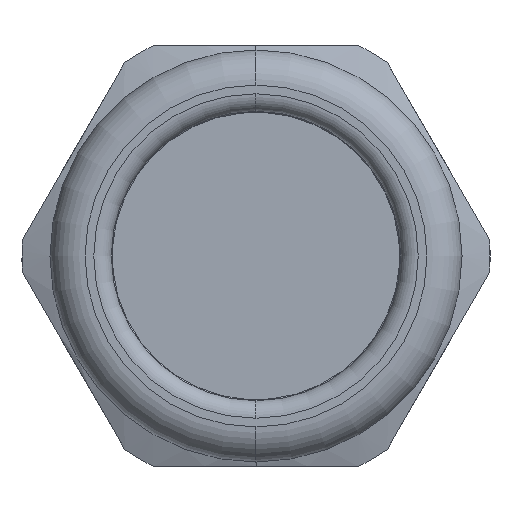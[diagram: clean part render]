
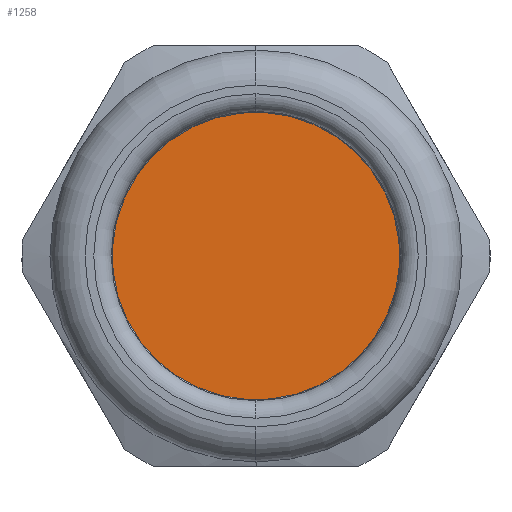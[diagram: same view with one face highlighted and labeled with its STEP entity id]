
A CAD part, left-side view. The second image highlights one B-rep face of the part: STEP entity #1258.
In plain terms, the highlighted planar face has unit normal (-1, 0, 0).
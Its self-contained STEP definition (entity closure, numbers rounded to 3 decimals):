
#139 = DIRECTION ( 'NONE',  ( -1., 0., 0. ) ) ;
#196 = EDGE_CURVE ( 'NONE', #7958, #1512, #6638, .T. ) ;
#1041 = ORIENTED_EDGE ( 'NONE', *, *, #196, .T. ) ;
#1109 = DIRECTION ( 'NONE',  ( 0., 0., -1. ) ) ;
#1258 = ADVANCED_FACE ( 'NONE', ( #8576 ), #4384, .F. ) ;
#1506 = CARTESIAN_POINT ( 'NONE',  ( -12.553, 0., -10.25 ) ) ;
#1512 = VERTEX_POINT ( 'NONE', #1506 ) ;
#1987 = DIRECTION ( 'NONE',  ( 0., 0., 1. ) ) ;
#2521 = DIRECTION ( 'NONE',  ( 1., 0., 0. ) ) ;
#2879 = CIRCLE ( 'NONE', #7838, 10.25 ) ;
#2901 = CARTESIAN_POINT ( 'NONE',  ( -12.553, 0., 0. ) ) ;
#3953 = AXIS2_PLACEMENT_3D ( 'NONE', #2901, #139, #6970 ) ;
#3994 = AXIS2_PLACEMENT_3D ( 'NONE', #8400, #2521, #1109 ) ;
#4384 = PLANE ( 'NONE',  #3994 ) ;
#4729 = CARTESIAN_POINT ( 'NONE',  ( -12.553, 0., 0. ) ) ;
#6284 = EDGE_CURVE ( 'NONE', #1512, #7958, #2879, .T. ) ;
#6638 = CIRCLE ( 'NONE', #3953, 10.25 ) ;
#6970 = DIRECTION ( 'NONE',  ( 0., 0., 1. ) ) ;
#6993 = ORIENTED_EDGE ( 'NONE', *, *, #6284, .T. ) ;
#7435 = DIRECTION ( 'NONE',  ( -1., 0., 0. ) ) ;
#7596 = EDGE_LOOP ( 'NONE', ( #1041, #6993 ) ) ;
#7838 = AXIS2_PLACEMENT_3D ( 'NONE', #4729, #7435, #1987 ) ;
#7958 = VERTEX_POINT ( 'NONE', #8718 ) ;
#8400 = CARTESIAN_POINT ( 'NONE',  ( -12.553, 10.25, 0. ) ) ;
#8576 = FACE_OUTER_BOUND ( 'NONE', #7596, .T. ) ;
#8718 = CARTESIAN_POINT ( 'NONE',  ( -12.553, 0., 10.25 ) ) ;
